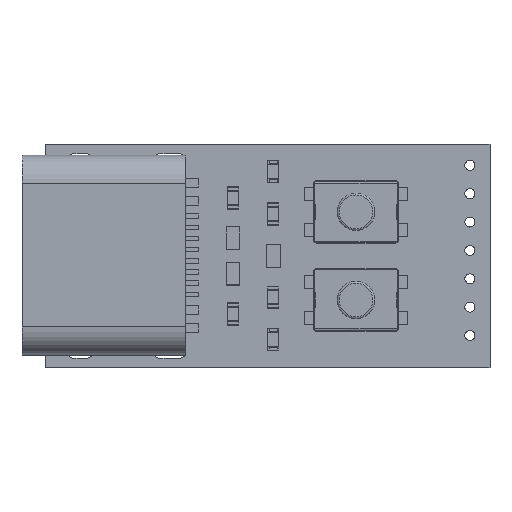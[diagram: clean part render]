
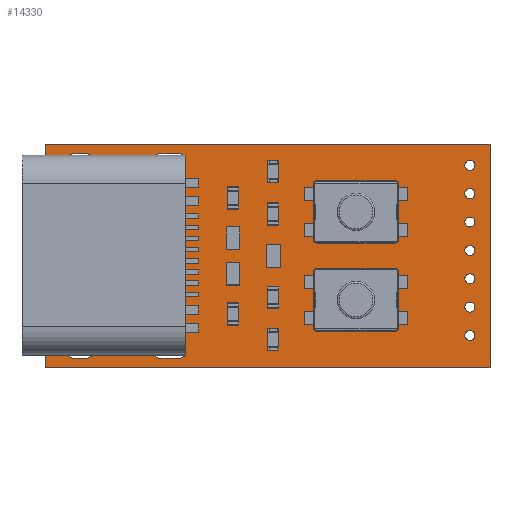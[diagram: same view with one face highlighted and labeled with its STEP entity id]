
A CAD part, top view. The second image highlights one B-rep face of the part: STEP entity #14330.
In plain terms, the highlighted planar face has unit normal (0, 0, 1).
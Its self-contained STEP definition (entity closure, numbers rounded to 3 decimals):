
#13975 = VERTEX_POINT('',#13976);
#13976 = CARTESIAN_POINT('',(19.9,0.,1.));
#13982 = EDGE_CURVE('',#13975,#13983,#13985,.T.);
#13983 = VERTEX_POINT('',#13984);
#13984 = CARTESIAN_POINT('',(0.,0.,1.));
#13985 = LINE('',#13986,#13987);
#13986 = CARTESIAN_POINT('',(19.9,0.,1.));
#13987 = VECTOR('',#13988,1.);
#13988 = DIRECTION('',(-1.,0.,0.));
#14015 = VERTEX_POINT('',#14016);
#14016 = CARTESIAN_POINT('',(19.9,10.,1.));
#14022 = EDGE_CURVE('',#14015,#13975,#14023,.T.);
#14023 = LINE('',#14024,#14025);
#14024 = CARTESIAN_POINT('',(19.9,10.,1.));
#14025 = VECTOR('',#14026,1.);
#14026 = DIRECTION('',(0.,-1.,0.));
#14044 = EDGE_CURVE('',#13983,#14045,#14047,.T.);
#14045 = VERTEX_POINT('',#14046);
#14046 = CARTESIAN_POINT('',(0.,10.,1.));
#14047 = LINE('',#14048,#14049);
#14048 = CARTESIAN_POINT('',(0.,0.,1.));
#14049 = VECTOR('',#14050,1.);
#14050 = DIRECTION('',(0.,1.,0.));
#14330 = ADVANCED_FACE('',(#14331,#14342,#14378,#14389,#14425,#14436,
    #14447,#14458,#14469,#14505,#14541,#14552,#14563,#14574),#14585,.T.
  );
#14331 = FACE_BOUND('',#14332,.T.);
#14332 = EDGE_LOOP('',(#14333,#14334,#14335,#14341));
#14333 = ORIENTED_EDGE('',*,*,#13982,.F.);
#14334 = ORIENTED_EDGE('',*,*,#14022,.F.);
#14335 = ORIENTED_EDGE('',*,*,#14336,.F.);
#14336 = EDGE_CURVE('',#14045,#14015,#14337,.T.);
#14337 = LINE('',#14338,#14339);
#14338 = CARTESIAN_POINT('',(0.,10.,1.));
#14339 = VECTOR('',#14340,1.);
#14340 = DIRECTION('',(1.,0.,0.));
#14341 = ORIENTED_EDGE('',*,*,#14044,.F.);
#14342 = FACE_BOUND('',#14343,.T.);
#14343 = EDGE_LOOP('',(#14344,#14355,#14363,#14372));
#14344 = ORIENTED_EDGE('',*,*,#14345,.T.);
#14345 = EDGE_CURVE('',#14346,#14348,#14350,.T.);
#14346 = VERTEX_POINT('',#14347);
#14347 = CARTESIAN_POINT('',(1.268,0.421,1.));
#14348 = VERTEX_POINT('',#14349);
#14349 = CARTESIAN_POINT('',(1.268,0.979,1.));
#14350 = CIRCLE('',#14351,0.279);
#14351 = AXIS2_PLACEMENT_3D('',#14352,#14353,#14354);
#14352 = CARTESIAN_POINT('',(1.268,0.7,1.));
#14353 = DIRECTION('',(-0.,0.,-1.));
#14354 = DIRECTION('',(0.,1.,0.));
#14355 = ORIENTED_EDGE('',*,*,#14356,.T.);
#14356 = EDGE_CURVE('',#14348,#14357,#14359,.T.);
#14357 = VERTEX_POINT('',#14358);
#14358 = CARTESIAN_POINT('',(1.849,0.979,1.));
#14359 = LINE('',#14360,#14361);
#14360 = CARTESIAN_POINT('',(0.924,0.979,1.));
#14361 = VECTOR('',#14362,1.);
#14362 = DIRECTION('',(1.,0.,-0.));
#14363 = ORIENTED_EDGE('',*,*,#14364,.T.);
#14364 = EDGE_CURVE('',#14357,#14365,#14367,.T.);
#14365 = VERTEX_POINT('',#14366);
#14366 = CARTESIAN_POINT('',(1.849,0.421,1.));
#14367 = CIRCLE('',#14368,0.279);
#14368 = AXIS2_PLACEMENT_3D('',#14369,#14370,#14371);
#14369 = CARTESIAN_POINT('',(1.849,0.7,1.));
#14370 = DIRECTION('',(-0.,0.,-1.));
#14371 = DIRECTION('',(0.,-1.,-0.));
#14372 = ORIENTED_EDGE('',*,*,#14373,.T.);
#14373 = EDGE_CURVE('',#14365,#14346,#14374,.T.);
#14374 = LINE('',#14375,#14376);
#14375 = CARTESIAN_POINT('',(0.634,0.421,1.));
#14376 = VECTOR('',#14377,1.);
#14377 = DIRECTION('',(-1.,0.,0.));
#14378 = FACE_BOUND('',#14379,.T.);
#14379 = EDGE_LOOP('',(#14380));
#14380 = ORIENTED_EDGE('',*,*,#14381,.T.);
#14381 = EDGE_CURVE('',#14382,#14382,#14384,.T.);
#14382 = VERTEX_POINT('',#14383);
#14383 = CARTESIAN_POINT('',(5.068,1.735,1.));
#14384 = CIRCLE('',#14385,0.375);
#14385 = AXIS2_PLACEMENT_3D('',#14386,#14387,#14388);
#14386 = CARTESIAN_POINT('',(5.068,2.11,1.));
#14387 = DIRECTION('',(-0.,0.,-1.));
#14388 = DIRECTION('',(-0.,-1.,0.));
#14389 = FACE_BOUND('',#14390,.T.);
#14390 = EDGE_LOOP('',(#14391,#14402,#14410,#14419));
#14391 = ORIENTED_EDGE('',*,*,#14392,.T.);
#14392 = EDGE_CURVE('',#14393,#14395,#14397,.T.);
#14393 = VERTEX_POINT('',#14394);
#14394 = CARTESIAN_POINT('',(5.123,0.421,1.));
#14395 = VERTEX_POINT('',#14396);
#14396 = CARTESIAN_POINT('',(5.123,0.979,1.));
#14397 = CIRCLE('',#14398,0.279);
#14398 = AXIS2_PLACEMENT_3D('',#14399,#14400,#14401);
#14399 = CARTESIAN_POINT('',(5.123,0.7,1.));
#14400 = DIRECTION('',(-0.,0.,-1.));
#14401 = DIRECTION('',(0.,1.,0.));
#14402 = ORIENTED_EDGE('',*,*,#14403,.T.);
#14403 = EDGE_CURVE('',#14395,#14404,#14406,.T.);
#14404 = VERTEX_POINT('',#14405);
#14405 = CARTESIAN_POINT('',(5.994,0.979,1.));
#14406 = LINE('',#14407,#14408);
#14407 = CARTESIAN_POINT('',(2.997,0.979,1.));
#14408 = VECTOR('',#14409,1.);
#14409 = DIRECTION('',(1.,0.,-0.));
#14410 = ORIENTED_EDGE('',*,*,#14411,.T.);
#14411 = EDGE_CURVE('',#14404,#14412,#14414,.T.);
#14412 = VERTEX_POINT('',#14413);
#14413 = CARTESIAN_POINT('',(5.994,0.421,1.));
#14414 = CIRCLE('',#14415,0.279);
#14415 = AXIS2_PLACEMENT_3D('',#14416,#14417,#14418);
#14416 = CARTESIAN_POINT('',(5.994,0.7,1.));
#14417 = DIRECTION('',(-0.,0.,-1.));
#14418 = DIRECTION('',(0.,-1.,0.));
#14419 = ORIENTED_EDGE('',*,*,#14420,.T.);
#14420 = EDGE_CURVE('',#14412,#14393,#14421,.T.);
#14421 = LINE('',#14422,#14423);
#14422 = CARTESIAN_POINT('',(2.561,0.421,1.));
#14423 = VECTOR('',#14424,1.);
#14424 = DIRECTION('',(-1.,0.,0.));
#14425 = FACE_BOUND('',#14426,.T.);
#14426 = EDGE_LOOP('',(#14427));
#14427 = ORIENTED_EDGE('',*,*,#14428,.T.);
#14428 = EDGE_CURVE('',#14429,#14429,#14431,.T.);
#14429 = VERTEX_POINT('',#14430);
#14430 = CARTESIAN_POINT('',(19.,1.215,1.));
#14431 = CIRCLE('',#14432,0.225);
#14432 = AXIS2_PLACEMENT_3D('',#14433,#14434,#14435);
#14433 = CARTESIAN_POINT('',(19.,1.44,1.));
#14434 = DIRECTION('',(-0.,0.,-1.));
#14435 = DIRECTION('',(-0.,-1.,0.));
#14436 = FACE_BOUND('',#14437,.T.);
#14437 = EDGE_LOOP('',(#14438));
#14438 = ORIENTED_EDGE('',*,*,#14439,.T.);
#14439 = EDGE_CURVE('',#14440,#14440,#14442,.T.);
#14440 = VERTEX_POINT('',#14441);
#14441 = CARTESIAN_POINT('',(19.,2.485,1.));
#14442 = CIRCLE('',#14443,0.225);
#14443 = AXIS2_PLACEMENT_3D('',#14444,#14445,#14446);
#14444 = CARTESIAN_POINT('',(19.,2.71,1.));
#14445 = DIRECTION('',(-0.,0.,-1.));
#14446 = DIRECTION('',(-0.,-1.,0.));
#14447 = FACE_BOUND('',#14448,.T.);
#14448 = EDGE_LOOP('',(#14449));
#14449 = ORIENTED_EDGE('',*,*,#14450,.T.);
#14450 = EDGE_CURVE('',#14451,#14451,#14453,.T.);
#14451 = VERTEX_POINT('',#14452);
#14452 = CARTESIAN_POINT('',(19.,3.755,1.));
#14453 = CIRCLE('',#14454,0.225);
#14454 = AXIS2_PLACEMENT_3D('',#14455,#14456,#14457);
#14455 = CARTESIAN_POINT('',(19.,3.98,1.));
#14456 = DIRECTION('',(-0.,0.,-1.));
#14457 = DIRECTION('',(-0.,-1.,0.));
#14458 = FACE_BOUND('',#14459,.T.);
#14459 = EDGE_LOOP('',(#14460));
#14460 = ORIENTED_EDGE('',*,*,#14461,.T.);
#14461 = EDGE_CURVE('',#14462,#14462,#14464,.T.);
#14462 = VERTEX_POINT('',#14463);
#14463 = CARTESIAN_POINT('',(5.068,7.515,1.));
#14464 = CIRCLE('',#14465,0.375);
#14465 = AXIS2_PLACEMENT_3D('',#14466,#14467,#14468);
#14466 = CARTESIAN_POINT('',(5.068,7.89,1.));
#14467 = DIRECTION('',(-0.,0.,-1.));
#14468 = DIRECTION('',(-0.,-1.,0.));
#14469 = FACE_BOUND('',#14470,.T.);
#14470 = EDGE_LOOP('',(#14471,#14482,#14490,#14499));
#14471 = ORIENTED_EDGE('',*,*,#14472,.T.);
#14472 = EDGE_CURVE('',#14473,#14475,#14477,.T.);
#14473 = VERTEX_POINT('',#14474);
#14474 = CARTESIAN_POINT('',(1.268,9.021,1.));
#14475 = VERTEX_POINT('',#14476);
#14476 = CARTESIAN_POINT('',(1.268,9.579,1.));
#14477 = CIRCLE('',#14478,0.279);
#14478 = AXIS2_PLACEMENT_3D('',#14479,#14480,#14481);
#14479 = CARTESIAN_POINT('',(1.268,9.3,1.));
#14480 = DIRECTION('',(-0.,0.,-1.));
#14481 = DIRECTION('',(0.,1.,0.));
#14482 = ORIENTED_EDGE('',*,*,#14483,.T.);
#14483 = EDGE_CURVE('',#14475,#14484,#14486,.T.);
#14484 = VERTEX_POINT('',#14485);
#14485 = CARTESIAN_POINT('',(1.849,9.579,1.));
#14486 = LINE('',#14487,#14488);
#14487 = CARTESIAN_POINT('',(0.924,9.579,1.));
#14488 = VECTOR('',#14489,1.);
#14489 = DIRECTION('',(1.,0.,-0.));
#14490 = ORIENTED_EDGE('',*,*,#14491,.T.);
#14491 = EDGE_CURVE('',#14484,#14492,#14494,.T.);
#14492 = VERTEX_POINT('',#14493);
#14493 = CARTESIAN_POINT('',(1.849,9.021,1.));
#14494 = CIRCLE('',#14495,0.279);
#14495 = AXIS2_PLACEMENT_3D('',#14496,#14497,#14498);
#14496 = CARTESIAN_POINT('',(1.849,9.3,1.));
#14497 = DIRECTION('',(-0.,0.,-1.));
#14498 = DIRECTION('',(0.,-1.,-0.));
#14499 = ORIENTED_EDGE('',*,*,#14500,.T.);
#14500 = EDGE_CURVE('',#14492,#14473,#14501,.T.);
#14501 = LINE('',#14502,#14503);
#14502 = CARTESIAN_POINT('',(0.634,9.021,1.));
#14503 = VECTOR('',#14504,1.);
#14504 = DIRECTION('',(-1.,0.,0.));
#14505 = FACE_BOUND('',#14506,.T.);
#14506 = EDGE_LOOP('',(#14507,#14518,#14526,#14535));
#14507 = ORIENTED_EDGE('',*,*,#14508,.T.);
#14508 = EDGE_CURVE('',#14509,#14511,#14513,.T.);
#14509 = VERTEX_POINT('',#14510);
#14510 = CARTESIAN_POINT('',(5.123,9.021,1.));
#14511 = VERTEX_POINT('',#14512);
#14512 = CARTESIAN_POINT('',(5.123,9.579,1.));
#14513 = CIRCLE('',#14514,0.279);
#14514 = AXIS2_PLACEMENT_3D('',#14515,#14516,#14517);
#14515 = CARTESIAN_POINT('',(5.123,9.3,1.));
#14516 = DIRECTION('',(-0.,0.,-1.));
#14517 = DIRECTION('',(0.,1.,0.));
#14518 = ORIENTED_EDGE('',*,*,#14519,.T.);
#14519 = EDGE_CURVE('',#14511,#14520,#14522,.T.);
#14520 = VERTEX_POINT('',#14521);
#14521 = CARTESIAN_POINT('',(5.994,9.579,1.));
#14522 = LINE('',#14523,#14524);
#14523 = CARTESIAN_POINT('',(2.997,9.579,1.));
#14524 = VECTOR('',#14525,1.);
#14525 = DIRECTION('',(1.,0.,-0.));
#14526 = ORIENTED_EDGE('',*,*,#14527,.T.);
#14527 = EDGE_CURVE('',#14520,#14528,#14530,.T.);
#14528 = VERTEX_POINT('',#14529);
#14529 = CARTESIAN_POINT('',(5.994,9.021,1.));
#14530 = CIRCLE('',#14531,0.279);
#14531 = AXIS2_PLACEMENT_3D('',#14532,#14533,#14534);
#14532 = CARTESIAN_POINT('',(5.994,9.3,1.));
#14533 = DIRECTION('',(-0.,0.,-1.));
#14534 = DIRECTION('',(0.,-1.,0.));
#14535 = ORIENTED_EDGE('',*,*,#14536,.T.);
#14536 = EDGE_CURVE('',#14528,#14509,#14537,.T.);
#14537 = LINE('',#14538,#14539);
#14538 = CARTESIAN_POINT('',(2.561,9.021,1.));
#14539 = VECTOR('',#14540,1.);
#14540 = DIRECTION('',(-1.,0.,0.));
#14541 = FACE_BOUND('',#14542,.T.);
#14542 = EDGE_LOOP('',(#14543));
#14543 = ORIENTED_EDGE('',*,*,#14544,.T.);
#14544 = EDGE_CURVE('',#14545,#14545,#14547,.T.);
#14545 = VERTEX_POINT('',#14546);
#14546 = CARTESIAN_POINT('',(19.,5.025,1.));
#14547 = CIRCLE('',#14548,0.225);
#14548 = AXIS2_PLACEMENT_3D('',#14549,#14550,#14551);
#14549 = CARTESIAN_POINT('',(19.,5.25,1.));
#14550 = DIRECTION('',(-0.,0.,-1.));
#14551 = DIRECTION('',(-0.,-1.,0.));
#14552 = FACE_BOUND('',#14553,.T.);
#14553 = EDGE_LOOP('',(#14554));
#14554 = ORIENTED_EDGE('',*,*,#14555,.T.);
#14555 = EDGE_CURVE('',#14556,#14556,#14558,.T.);
#14556 = VERTEX_POINT('',#14557);
#14557 = CARTESIAN_POINT('',(19.,6.295,1.));
#14558 = CIRCLE('',#14559,0.225);
#14559 = AXIS2_PLACEMENT_3D('',#14560,#14561,#14562);
#14560 = CARTESIAN_POINT('',(19.,6.52,1.));
#14561 = DIRECTION('',(-0.,0.,-1.));
#14562 = DIRECTION('',(-0.,-1.,0.));
#14563 = FACE_BOUND('',#14564,.T.);
#14564 = EDGE_LOOP('',(#14565));
#14565 = ORIENTED_EDGE('',*,*,#14566,.T.);
#14566 = EDGE_CURVE('',#14567,#14567,#14569,.T.);
#14567 = VERTEX_POINT('',#14568);
#14568 = CARTESIAN_POINT('',(19.,7.565,1.));
#14569 = CIRCLE('',#14570,0.225);
#14570 = AXIS2_PLACEMENT_3D('',#14571,#14572,#14573);
#14571 = CARTESIAN_POINT('',(19.,7.79,1.));
#14572 = DIRECTION('',(-0.,0.,-1.));
#14573 = DIRECTION('',(-0.,-1.,0.));
#14574 = FACE_BOUND('',#14575,.T.);
#14575 = EDGE_LOOP('',(#14576));
#14576 = ORIENTED_EDGE('',*,*,#14577,.T.);
#14577 = EDGE_CURVE('',#14578,#14578,#14580,.T.);
#14578 = VERTEX_POINT('',#14579);
#14579 = CARTESIAN_POINT('',(19.,8.835,1.));
#14580 = CIRCLE('',#14581,0.225);
#14581 = AXIS2_PLACEMENT_3D('',#14582,#14583,#14584);
#14582 = CARTESIAN_POINT('',(19.,9.06,1.));
#14583 = DIRECTION('',(-0.,0.,-1.));
#14584 = DIRECTION('',(-0.,-1.,0.));
#14585 = PLANE('',#14586);
#14586 = AXIS2_PLACEMENT_3D('',#14587,#14588,#14589);
#14587 = CARTESIAN_POINT('',(0.,0.,1.));
#14588 = DIRECTION('',(0.,0.,1.));
#14589 = DIRECTION('',(1.,0.,-0.));
